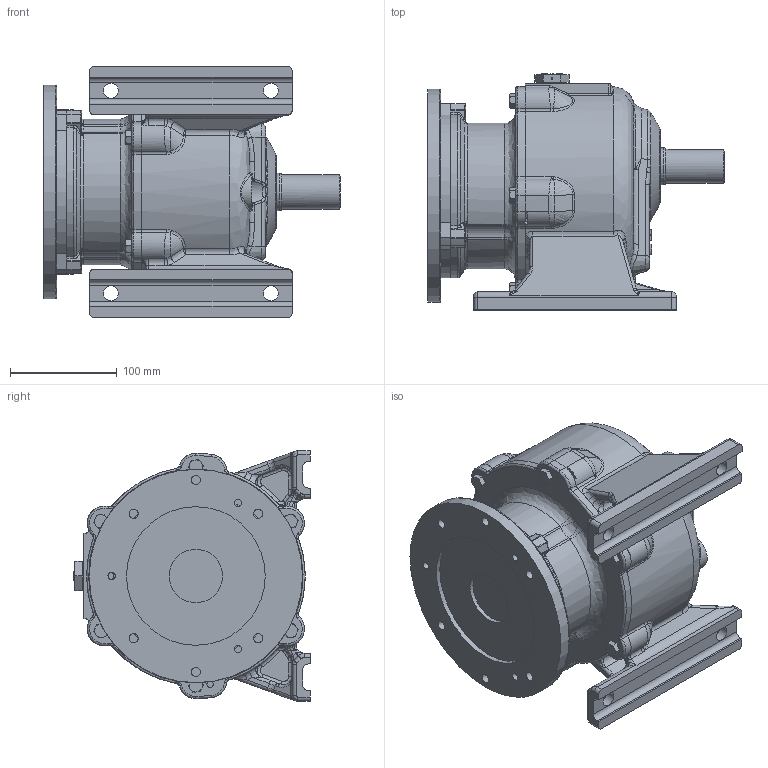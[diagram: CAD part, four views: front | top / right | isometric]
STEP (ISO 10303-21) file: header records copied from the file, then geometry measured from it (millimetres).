
FILE_DESCRIPTION (( 'STEP AP214' ), '1' );
FILE_NAME ('FN_FHI_0.4_R40.stp', '2022-06-23T00:12:54', ( 'Windows 餌辨濠' ), ( '' ), 'SwSTEP 2.0', 'SolidWorks 2021', '' );
FILE_SCHEMA (( 'AUTOMOTIVE_DESIGN' ));
Length unit declared in the file: millimetre
Products named in the file (1): FN_FHI_0.4_R40
Bounding box: 278 x 221.75 x 235 mm (x, y, z)
Volume: 5915542.1 mm3; surface area: 428280.3 mm2
Topology: 13 solids, 13 shells, 1093 faces, 2645 edges, 1591 vertices
Faces by surface type: bspline 419, plane 300, cylinder 287, cone 87
Full cylindrical faces by diameter (mm): 1.5 x1, 6 x1, 6.8 x3, 8 x6, 8.376 x6, 8.5 x6, 9 x6, 9.5 x3, 11.6 x6, 14 x4, 18 x1, 26 x1, 32 x1, 35 x1, 39.2 x1, 50 x1, 51.5 x1, 55 x2, 130 x1, 200 x1
Entity records: 50901 total; most frequent: CARTESIAN_POINT 28455, ORIENTED_EDGE 4924, DIRECTION 3972, EDGE_CURVE 2462, VERTEX_POINT 1559, AXIS2_PLACEMENT_3D 1544, EDGE_LOOP 1307, FACE_OUTER_BOUND 1165
